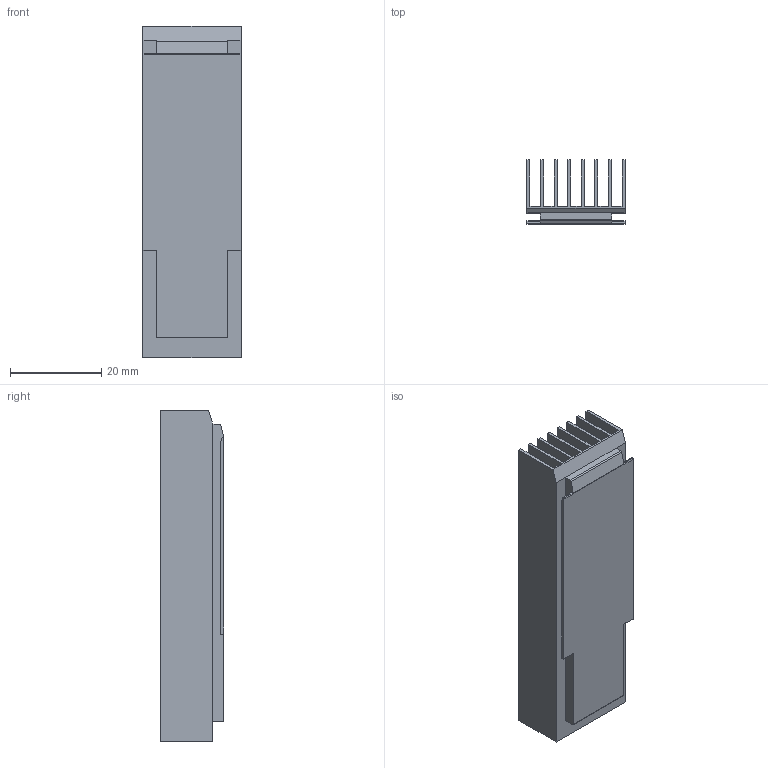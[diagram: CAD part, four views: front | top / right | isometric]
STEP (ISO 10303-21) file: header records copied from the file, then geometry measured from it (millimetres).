
FILE_DESCRIPTION (( 'STEP AP214' ), '1' );
FILE_NAME ('05-00248--A114715-001.STEP', '2020-04-22T17:22:36', ( '' ), ( '' ), 'SwSTEP 2.0', 'SolidWorks 2018', '' );
FILE_SCHEMA (( 'AUTOMOTIVE_DESIGN' ));
Length unit declared in the file: millimetre
Products named in the file (2): 05-00248--A114715-001
Bounding box: 21.5 x 14 x 72.65 mm (x, y, z)
Volume: 8627.4 mm3; surface area: 16211.1 mm2
Topology: 1 solids, 1 shells, 60 faces, 172 edges, 114 vertices
Faces by surface type: plane 49, cylinder 11
Entity records: 1991 total; most frequent: CARTESIAN_POINT 348, ORIENTED_EDGE 344, DIRECTION 318, EDGE_CURVE 172, LINE 150, VECTOR 150, VERTEX_POINT 114, AXIS2_PLACEMENT_3D 84
